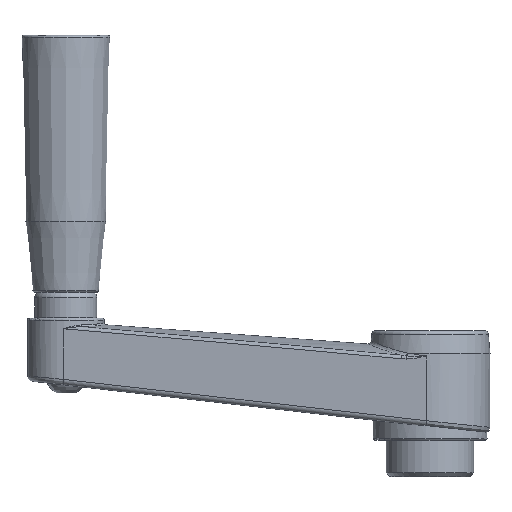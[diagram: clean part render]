
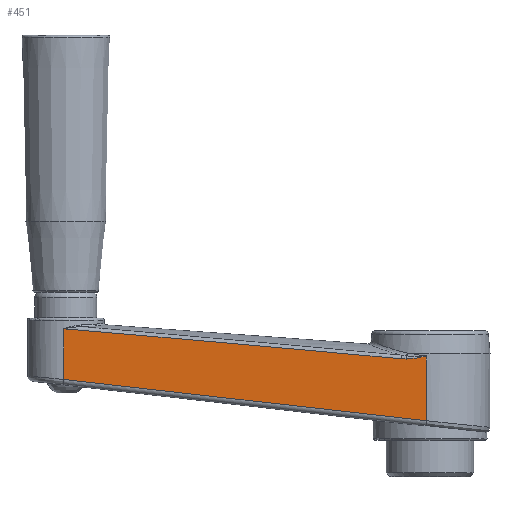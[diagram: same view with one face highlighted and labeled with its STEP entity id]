
A CAD part, left-side view. The second image highlights one B-rep face of the part: STEP entity #451.
In plain terms, the highlighted planar face has unit normal (-0.998, 0.06, 0).
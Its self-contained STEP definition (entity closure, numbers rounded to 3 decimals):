
#451 = ADVANCED_FACE( '', ( #977 ), #978, .T. );
#977 = FACE_OUTER_BOUND( '', #3149, .T. );
#978 = PLANE( '', #3150 );
#3149 = EDGE_LOOP( '', ( #4313, #4314, #4315, #4316, #4317, #4318 ) );
#3150 = AXIS2_PLACEMENT_3D( '', #4319, #4320, #4321 );
#4313 = ORIENTED_EDGE( '', *, *, #4974, .F. );
#4314 = ORIENTED_EDGE( '', *, *, #4541, .T. );
#4315 = ORIENTED_EDGE( '', *, *, #4822, .T. );
#4316 = ORIENTED_EDGE( '', *, *, #4918, .T. );
#4317 = ORIENTED_EDGE( '', *, *, #4834, .T. );
#4318 = ORIENTED_EDGE( '', *, *, #4949, .T. );
#4319 = CARTESIAN_POINT( '', ( -16.47, 0.99, 34. ) );
#4320 = DIRECTION( '', ( -0.998, 0.06, 0. ) );
#4321 = DIRECTION( '', ( -0.06, -0.998, 0. ) );
#4541 = EDGE_CURVE( '', #5046, #5047, #5048, .F. );
#4822 = EDGE_CURVE( '', #5047, #5507, #5509, .T. );
#4834 = EDGE_CURVE( '', #5063, #5525, #5526, .T. );
#4918 = EDGE_CURVE( '', #5507, #5063, #5631, .T. );
#4949 = EDGE_CURVE( '', #5525, #5450, #5668, .F. );
#4974 = EDGE_CURVE( '', #5046, #5450, #5695, .T. );
#5046 = VERTEX_POINT( '', #5810 );
#5047 = VERTEX_POINT( '', #5811 );
#5048 = B_SPLINE_CURVE_WITH_KNOTS( '', 3, ( #5812, #5813, #5814, #5815, #5816, #5817, #5818, #5819, #5820, #5821, #5822, #5823, #5824, #5825, #5826, #5827, #5828, #5829, #5830, #5831, #5832, #5833, #5834, #5835, #5836, #5837 ), .UNSPECIFIED., .F., .F., ( 4, 2, 2, 2, 2, 1, 2, 2, 1, 1, 1, 1, 1, 2, 2, 4 ), ( 0., 0.001, 0.001, 0.002, 0.003, 0.004, 0.004, 0.004, 0.004, 0.005, 0.005, 0.005, 0.006, 0.006, 0.006, 0.006 ), .UNSPECIFIED. );
#5063 = VERTEX_POINT( '', #5905 );
#5450 = VERTEX_POINT( '', #7204 );
#5507 = VERTEX_POINT( '', #7409 );
#5509 = B_SPLINE_CURVE_WITH_KNOTS( '', 3, ( #7411, #7412, #7413, #7414, #7415, #7416 ), .UNSPECIFIED., .F., .F., ( 4, 2, 4 ), ( 0., 0.001, 0.001 ), .UNSPECIFIED. );
#5525 = VERTEX_POINT( '', #7463 );
#5526 = LINE( '', #7464, #7465 );
#5631 = ELLIPSE( '', #7766, 818.866, 49. );
#5668 = LINE( '', #7812, #7813 );
#5695 = LINE( '', #7844, #7845 );
#5810 = CARTESIAN_POINT( '', ( -16.47, 0.99, 23.128 ) );
#5811 = CARTESIAN_POINT( '', ( -16.134, 6.578, 22.291 ) );
#5812 = CARTESIAN_POINT( '', ( -16.134, 6.578, 22.291 ) );
#5813 = CARTESIAN_POINT( '', ( -16.149, 6.341, 22.293 ) );
#5814 = CARTESIAN_POINT( '', ( -16.163, 6.105, 22.301 ) );
#5815 = CARTESIAN_POINT( '', ( -16.191, 5.634, 22.326 ) );
#5816 = CARTESIAN_POINT( '', ( -16.205, 5.399, 22.343 ) );
#5817 = CARTESIAN_POINT( '', ( -16.233, 4.93, 22.387 ) );
#5818 = CARTESIAN_POINT( '', ( -16.248, 4.695, 22.413 ) );
#5819 = CARTESIAN_POINT( '', ( -16.276, 4.228, 22.472 ) );
#5820 = CARTESIAN_POINT( '', ( -16.29, 3.995, 22.506 ) );
#5821 = CARTESIAN_POINT( '', ( -16.318, 3.53, 22.58 ) );
#5822 = CARTESIAN_POINT( '', ( -16.339, 3.181, 22.641 ) );
#5823 = CARTESIAN_POINT( '', ( -16.359, 2.833, 22.708 ) );
#5824 = CARTESIAN_POINT( '', ( -16.37, 2.66, 22.743 ) );
#5825 = CARTESIAN_POINT( '', ( -16.373, 2.602, 22.755 ) );
#5826 = CARTESIAN_POINT( '', ( -16.38, 2.486, 22.779 ) );
#5827 = CARTESIAN_POINT( '', ( -16.398, 2.197, 22.84 ) );
#5828 = CARTESIAN_POINT( '', ( -16.422, 1.793, 22.931 ) );
#5829 = CARTESIAN_POINT( '', ( -16.446, 1.391, 23.027 ) );
#5830 = CARTESIAN_POINT( '', ( -16.458, 1.19, 23.077 ) );
#5831 = CARTESIAN_POINT( '', ( -16.464, 1.09, 23.102 ) );
#5832 = CARTESIAN_POINT( '', ( -16.467, 1.047, 23.113 ) );
#5833 = CARTESIAN_POINT( '', ( -16.468, 1.026, 23.118 ) );
#5834 = CARTESIAN_POINT( '', ( -16.469, 1.019, 23.12 ) );
#5835 = CARTESIAN_POINT( '', ( -16.469, 1.004, 23.124 ) );
#5836 = CARTESIAN_POINT( '', ( -16.47, 0.997, 23.126 ) );
#5837 = CARTESIAN_POINT( '', ( -16.47, 0.99, 23.128 ) );
#5905 = CARTESIAN_POINT( '', ( -10.481, 100.63, 30.595 ) );
#7204 = CARTESIAN_POINT( '', ( -16.47, 0.99, 5.333 ) );
#7409 = CARTESIAN_POINT( '', ( -16.053, 7.935, 22.34 ) );
#7411 = CARTESIAN_POINT( '', ( -16.134, 6.578, 22.291 ) );
#7412 = CARTESIAN_POINT( '', ( -16.121, 6.804, 22.287 ) );
#7413 = CARTESIAN_POINT( '', ( -16.107, 7.031, 22.289 ) );
#7414 = CARTESIAN_POINT( '', ( -16.08, 7.483, 22.305 ) );
#7415 = CARTESIAN_POINT( '', ( -16.066, 7.709, 22.319 ) );
#7416 = CARTESIAN_POINT( '', ( -16.053, 7.935, 22.34 ) );
#7463 = CARTESIAN_POINT( '', ( -10.481, 100.63, 16.686 ) );
#7464 = CARTESIAN_POINT( '', ( -10.481, 100.63, 34. ) );
#7465 = VECTOR( '', #8225, 1000. );
#7766 = AXIS2_PLACEMENT_3D( '', #8308, #8309, #8310 );
#7812 = CARTESIAN_POINT( '', ( -16.48, 0.822, 5.314 ) );
#7813 = VECTOR( '', #8335, 1000. );
#7844 = CARTESIAN_POINT( '', ( -16.47, 0.99, 34. ) );
#7845 = VECTOR( '', #8349, 1000. );
#8225 = DIRECTION( '', ( 0., 0., -1. ) );
#8308 = CARTESIAN_POINT( '', ( -0.998, 258.393, -6.023 ) );
#8309 = DIRECTION( '', ( -0.998, 0.06, 0. ) );
#8310 = DIRECTION( '', ( 0.06, 0.996, 0.073 ) );
#8335 = DIRECTION( '', ( 0.06, 0.992, 0.113 ) );
#8349 = DIRECTION( '', ( 0., 0., -1. ) );
